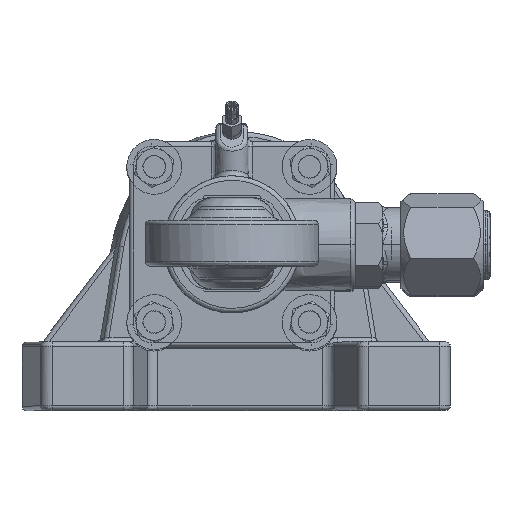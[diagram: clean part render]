
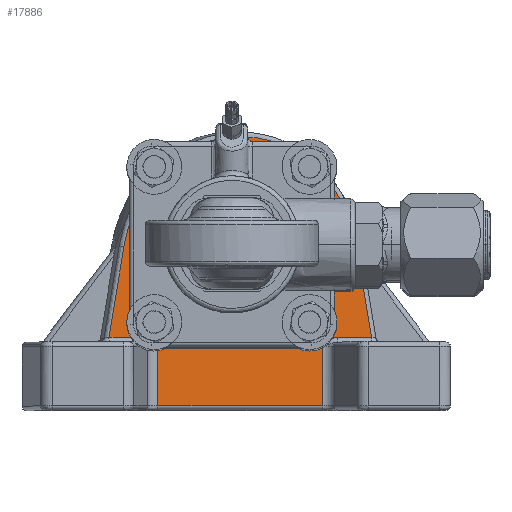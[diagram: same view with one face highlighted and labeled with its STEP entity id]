
A CAD part, top view. The second image highlights one B-rep face of the part: STEP entity #17886.
In plain terms, the highlighted free-form (B-spline) face has degree [1, 1] with [2, 2] control points.
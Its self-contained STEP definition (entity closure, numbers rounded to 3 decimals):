
#16552 = VERTEX_POINT('',#16553);
#16553 = CARTESIAN_POINT('',(-17.602,0.013,
    -217.882));
#16570 = VERTEX_POINT('',#16571);
#16571 = CARTESIAN_POINT('',(18.72,0.013,
    -220.422));
#16576 = EDGE_CURVE('',#16570,#16552,#16577,.T.);
#16577 = ( BOUNDED_CURVE() B_SPLINE_CURVE(3,(#16578,#16579,#16580,#16581
),.UNSPECIFIED.,.F.,.F.) B_SPLINE_CURVE_WITH_KNOTS((4,4),(0.,
3.142),.PIECEWISE_BEZIER_KNOTS.) CURVE() 
GEOMETRIC_REPRESENTATION_ITEM() RATIONAL_B_SPLINE_CURVE((1.,
0.333,0.333,1.)) REPRESENTATION_ITEM('') );
#16578 = CARTESIAN_POINT('',(18.72,0.013,
    -220.422));
#16579 = CARTESIAN_POINT('',(18.72,-36.309,
    -220.422));
#16580 = CARTESIAN_POINT('',(-17.602,-36.309,
    -217.882));
#16581 = CARTESIAN_POINT('',(-17.602,0.013,
    -217.882));
#17886 = ADVANCED_FACE('',(#17887,#17897),#18002,.F.);
#17887 = FACE_BOUND('',#17888,.T.);
#17888 = EDGE_LOOP('',(#17889,#17896));
#17889 = ORIENTED_EDGE('',*,*,#17890,.T.);
#17890 = EDGE_CURVE('',#16552,#16570,#17891,.T.);
#17891 = ( BOUNDED_CURVE() B_SPLINE_CURVE(3,(#17892,#17893,#17894,#17895
),.UNSPECIFIED.,.F.,.F.) B_SPLINE_CURVE_WITH_KNOTS((4,4),(3.142,
6.283),.PIECEWISE_BEZIER_KNOTS.) CURVE() 
GEOMETRIC_REPRESENTATION_ITEM() RATIONAL_B_SPLINE_CURVE((1.,
0.333,0.333,1.)) REPRESENTATION_ITEM('') );
#17892 = CARTESIAN_POINT('',(-17.602,0.013,
    -217.882));
#17893 = CARTESIAN_POINT('',(-17.602,36.335,
    -217.882));
#17894 = CARTESIAN_POINT('',(18.72,36.335,
    -220.422));
#17895 = CARTESIAN_POINT('',(18.72,0.013,
    -220.422));
#17896 = ORIENTED_EDGE('',*,*,#16576,.T.);
#17897 = FACE_BOUND('',#17898,.T.);
#17898 = EDGE_LOOP('',(#17899,#17908,#17915,#17922,#17937,#17944,#17951,
    #17959,#17967,#17975,#17982,#17989));
#17899 = ORIENTED_EDGE('',*,*,#17900,.T.);
#17900 = EDGE_CURVE('',#17901,#17903,#17905,.T.);
#17901 = VERTEX_POINT('',#17902);
#17902 = CARTESIAN_POINT('',(-18.136,-24.574,
    -217.845));
#17903 = VERTEX_POINT('',#17904);
#17904 = CARTESIAN_POINT('',(-18.136,-39.103,
    -217.845));
#17905 = B_SPLINE_CURVE_WITH_KNOTS('',1,(#17906,#17907),.UNSPECIFIED.,
  .F.,.F.,(2,2),(-14.,-1.),.PIECEWISE_BEZIER_KNOTS.);
#17906 = CARTESIAN_POINT('',(-18.136,-24.574,
    -217.845));
#17907 = CARTESIAN_POINT('',(-18.136,-39.103,
    -217.845));
#17908 = ORIENTED_EDGE('',*,*,#17909,.T.);
#17909 = EDGE_CURVE('',#17903,#17910,#17912,.T.);
#17910 = VERTEX_POINT('',#17911);
#17911 = CARTESIAN_POINT('',(22.223,-39.103,
    -220.667));
#17912 = B_SPLINE_CURVE_WITH_KNOTS('',1,(#17913,#17914),.UNSPECIFIED.,
  .F.,.F.,(2,2),(-36.2,0.),.PIECEWISE_BEZIER_KNOTS.);
#17913 = CARTESIAN_POINT('',(-18.136,-39.103,
    -217.845));
#17914 = CARTESIAN_POINT('',(22.223,-39.103,
    -220.667));
#17915 = ORIENTED_EDGE('',*,*,#17916,.T.);
#17916 = EDGE_CURVE('',#17910,#17917,#17919,.T.);
#17917 = VERTEX_POINT('',#17918);
#17918 = CARTESIAN_POINT('',(22.223,-24.574,
    -220.667));
#17919 = B_SPLINE_CURVE_WITH_KNOTS('',1,(#17920,#17921),.UNSPECIFIED.,
  .F.,.F.,(2,2),(-14.,-1.),.PIECEWISE_BEZIER_KNOTS.);
#17920 = CARTESIAN_POINT('',(22.223,-39.103,
    -220.667));
#17921 = CARTESIAN_POINT('',(22.223,-24.574,
    -220.667));
#17922 = ORIENTED_EDGE('',*,*,#17923,.T.);
#17923 = EDGE_CURVE('',#17917,#17924,#17926,.T.);
#17924 = VERTEX_POINT('',#17925);
#17925 = CARTESIAN_POINT('',(25.748,-22.339,
    -220.914));
#17926 = B_SPLINE_CURVE_WITH_KNOTS('',3,(#17927,#17928,#17929,#17930,
    #17931,#17932,#17933,#17934,#17935,#17936),.UNSPECIFIED.,.F.,.F.,(4,
    2,2,2,4),(0.,0.001,0.002,
    0.003,0.004),.UNSPECIFIED.);
#17927 = CARTESIAN_POINT('',(22.223,-24.574,
    -220.667));
#17928 = CARTESIAN_POINT('',(22.457,-24.302,
    -220.684));
#17929 = CARTESIAN_POINT('',(22.693,-24.03,
    -220.7));
#17930 = CARTESIAN_POINT('',(23.193,-23.514,
    -220.735));
#17931 = CARTESIAN_POINT('',(23.459,-23.269,
    -220.754));
#17932 = CARTESIAN_POINT('',(24.042,-22.843,
    -220.794));
#17933 = CARTESIAN_POINT('',(24.353,-22.666,
    -220.816));
#17934 = CARTESIAN_POINT('',(25.03,-22.411,
    -220.864));
#17935 = CARTESIAN_POINT('',(25.384,-22.339,
    -220.888));
#17936 = CARTESIAN_POINT('',(25.748,-22.339,
    -220.914));
#17937 = ORIENTED_EDGE('',*,*,#17938,.T.);
#17938 = EDGE_CURVE('',#17924,#17939,#17941,.T.);
#17939 = VERTEX_POINT('',#17940);
#17940 = CARTESIAN_POINT('',(34.176,-22.339,
    -221.503));
#17941 = B_SPLINE_CURVE_WITH_KNOTS('',1,(#17942,#17943),.UNSPECIFIED.,
  .F.,.F.,(2,2),(-8.738,-1.179),
  .PIECEWISE_BEZIER_KNOTS.);
#17942 = CARTESIAN_POINT('',(25.748,-22.339,
    -220.914));
#17943 = CARTESIAN_POINT('',(34.176,-22.339,
    -221.503));
#17944 = ORIENTED_EDGE('',*,*,#17945,.T.);
#17945 = EDGE_CURVE('',#17939,#17946,#17948,.T.);
#17946 = VERTEX_POINT('',#17947);
#17947 = CARTESIAN_POINT('',(30.526,-0.169,
    -221.248));
#17948 = B_SPLINE_CURVE_WITH_KNOTS('',1,(#17949,#17950),.UNSPECIFIED.,
  .F.,.F.,(2,2),(-20.106,0.),.PIECEWISE_BEZIER_KNOTS.);
#17949 = CARTESIAN_POINT('',(34.176,-22.339,
    -221.503));
#17950 = CARTESIAN_POINT('',(30.526,-0.169,
    -221.248));
#17951 = ORIENTED_EDGE('',*,*,#17952,.T.);
#17952 = EDGE_CURVE('',#17946,#17953,#17955,.T.);
#17953 = VERTEX_POINT('',#17954);
#17954 = CARTESIAN_POINT('',(22.564,17.227,
    -220.691));
#17955 = ( BOUNDED_CURVE() B_SPLINE_CURVE(2,(#17956,#17957,#17958),
.UNSPECIFIED.,.F.,.F.) B_SPLINE_CURVE_WITH_KNOTS((3,3),(3.305,
3.838),.PIECEWISE_BEZIER_KNOTS.) CURVE() 
GEOMETRIC_REPRESENTATION_ITEM() RATIONAL_B_SPLINE_CURVE((1.,
0.965,1.)) REPRESENTATION_ITEM('') );
#17956 = CARTESIAN_POINT('',(30.526,-0.169,
    -221.248));
#17957 = CARTESIAN_POINT('',(28.915,9.619,
    -221.135));
#17958 = CARTESIAN_POINT('',(22.564,17.227,
    -220.691));
#17959 = ORIENTED_EDGE('',*,*,#17960,.T.);
#17960 = EDGE_CURVE('',#17953,#17961,#17963,.T.);
#17961 = VERTEX_POINT('',#17962);
#17962 = CARTESIAN_POINT('',(-18.477,17.227,
    -217.821));
#17963 = ( BOUNDED_CURVE() B_SPLINE_CURVE(2,(#17964,#17965,#17966),
.UNSPECIFIED.,.F.,.F.) B_SPLINE_CURVE_WITH_KNOTS((3,3),(3.838,
5.586),.PIECEWISE_BEZIER_KNOTS.) CURVE() 
GEOMETRIC_REPRESENTATION_ITEM() RATIONAL_B_SPLINE_CURVE((1.,
0.642,1.)) REPRESENTATION_ITEM('') );
#17964 = CARTESIAN_POINT('',(22.564,17.227,
    -220.691));
#17965 = CARTESIAN_POINT('',(2.043,41.808,
    -219.256));
#17966 = CARTESIAN_POINT('',(-18.477,17.227,
    -217.821));
#17967 = ORIENTED_EDGE('',*,*,#17968,.T.);
#17968 = EDGE_CURVE('',#17961,#17969,#17971,.T.);
#17969 = VERTEX_POINT('',#17970);
#17970 = CARTESIAN_POINT('',(-26.439,-0.169,
    -217.264));
#17971 = ( BOUNDED_CURVE() B_SPLINE_CURVE(2,(#17972,#17973,#17974),
.UNSPECIFIED.,.F.,.F.) B_SPLINE_CURVE_WITH_KNOTS((3,3),(5.586,
6.12),.PIECEWISE_BEZIER_KNOTS.) CURVE() 
GEOMETRIC_REPRESENTATION_ITEM() RATIONAL_B_SPLINE_CURVE((1.,
0.965,1.)) REPRESENTATION_ITEM('') );
#17972 = CARTESIAN_POINT('',(-18.477,17.227,
    -217.821));
#17973 = CARTESIAN_POINT('',(-24.828,9.619,
    -217.377));
#17974 = CARTESIAN_POINT('',(-26.439,-0.169,
    -217.264));
#17975 = ORIENTED_EDGE('',*,*,#17976,.T.);
#17976 = EDGE_CURVE('',#17969,#17977,#17979,.T.);
#17977 = VERTEX_POINT('',#17978);
#17978 = CARTESIAN_POINT('',(-30.089,-22.339,
    -217.009));
#17979 = B_SPLINE_CURVE_WITH_KNOTS('',1,(#17980,#17981),.UNSPECIFIED.,
  .F.,.F.,(2,2),(-13.142,6.963),
  .PIECEWISE_BEZIER_KNOTS.);
#17980 = CARTESIAN_POINT('',(-26.439,-0.169,
    -217.264));
#17981 = CARTESIAN_POINT('',(-30.089,-22.339,
    -217.009));
#17982 = ORIENTED_EDGE('',*,*,#17983,.T.);
#17983 = EDGE_CURVE('',#17977,#17984,#17986,.T.);
#17984 = VERTEX_POINT('',#17985);
#17985 = CARTESIAN_POINT('',(-21.661,-22.339,
    -217.599));
#17986 = B_SPLINE_CURVE_WITH_KNOTS('',1,(#17987,#17988),.UNSPECIFIED.,
  .F.,.F.,(2,2),(-10.722,-3.162),
  .PIECEWISE_BEZIER_KNOTS.);
#17987 = CARTESIAN_POINT('',(-30.089,-22.339,
    -217.009));
#17988 = CARTESIAN_POINT('',(-21.661,-22.339,
    -217.599));
#17989 = ORIENTED_EDGE('',*,*,#17990,.T.);
#17990 = EDGE_CURVE('',#17984,#17901,#17991,.T.);
#17991 = B_SPLINE_CURVE_WITH_KNOTS('',3,(#17992,#17993,#17994,#17995,
    #17996,#17997,#17998,#17999,#18000,#18001),.UNSPECIFIED.,.F.,.F.,(4,
    2,2,2,4),(0.,0.001,0.002,0.003
    ,0.004),.UNSPECIFIED.);
#17992 = CARTESIAN_POINT('',(-21.661,-22.339,
    -217.599));
#17993 = CARTESIAN_POINT('',(-21.298,-22.339,
    -217.624));
#17994 = CARTESIAN_POINT('',(-20.943,-22.411,
    -217.649));
#17995 = CARTESIAN_POINT('',(-20.266,-22.666,
    -217.696));
#17996 = CARTESIAN_POINT('',(-19.955,-22.843,
    -217.718));
#17997 = CARTESIAN_POINT('',(-19.373,-23.269,
    -217.759));
#17998 = CARTESIAN_POINT('',(-19.106,-23.514,
    -217.777));
#17999 = CARTESIAN_POINT('',(-18.606,-24.03,
    -217.812));
#18000 = CARTESIAN_POINT('',(-18.371,-24.303,
    -217.829));
#18001 = CARTESIAN_POINT('',(-18.136,-24.574,
    -217.845));
#18002 = B_SPLINE_SURFACE_WITH_KNOTS('',1,1,(
    (#18003,#18004)
    ,(#18005,#18006
    )),.UNSPECIFIED.,.F.,.F.,.F.,(2,2),(2,2),(-8.821,
    48.821),(-14.,53.5),.PIECEWISE_BEZIER_KNOTS.);
#18003 = CARTESIAN_POINT('',(34.176,-39.103,
    -221.503));
#18004 = CARTESIAN_POINT('',(34.176,36.335,
    -221.503));
#18005 = CARTESIAN_POINT('',(-30.089,-39.103,
    -217.009));
#18006 = CARTESIAN_POINT('',(-30.089,36.335,
    -217.009));
